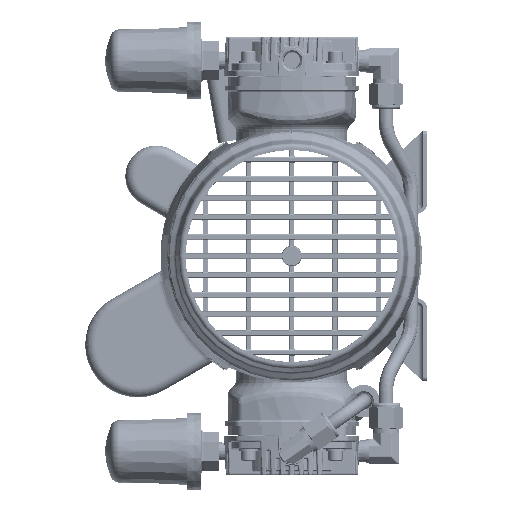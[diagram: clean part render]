
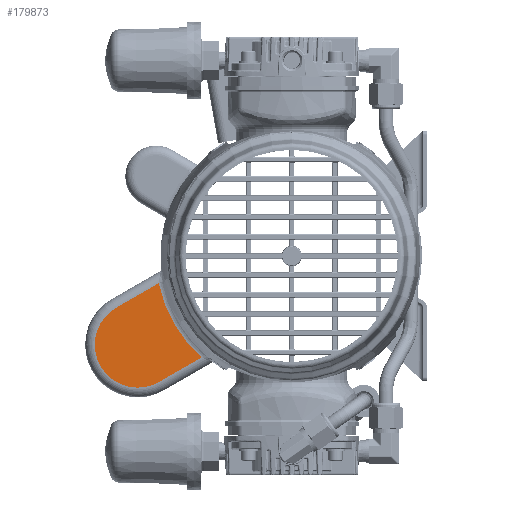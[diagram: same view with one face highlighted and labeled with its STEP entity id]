
A CAD part, left-side view. The second image highlights one B-rep face of the part: STEP entity #179873.
In plain terms, the highlighted planar face has unit normal (-1, 0, 0).
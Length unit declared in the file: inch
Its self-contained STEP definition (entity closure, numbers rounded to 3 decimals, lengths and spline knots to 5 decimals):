
#27573 = CARTESIAN_POINT ( 'NONE',  ( -22.32547, 7.71424, -16.9749 ) ) ;
#33514 = EDGE_LOOP ( 'NONE', ( #214235, #93905, #231620, #158751 ) ) ;
#65327 = VERTEX_POINT ( 'NONE', #201467 ) ;
#69187 = EDGE_CURVE ( 'NONE', #180761, #65327, #109203, .T. ) ;
#73240 = VERTEX_POINT ( 'NONE', #102932 ) ;
#82291 = CARTESIAN_POINT ( 'NONE',  ( -22.32547, 9.488, -20.13346 ) ) ;
#92279 = AXIS2_PLACEMENT_3D ( 'NONE', #223391, #324021, #221628 ) ;
#93905 = ORIENTED_EDGE ( 'NONE', *, *, #103129, .T. ) ;
#102932 = CARTESIAN_POINT ( 'NONE',  ( -22.32547, 9.49614, -17.57573 ) ) ;
#103129 = EDGE_CURVE ( 'NONE', #65327, #342023, #161775, .T. ) ;
#106996 = FACE_OUTER_BOUND ( 'NONE', #33514, .T. ) ;
#109171 = CIRCLE ( 'NONE', #92279, 3.515 ) ;
#109203 = CIRCLE ( 'NONE', #334670, 1.11 ) ;
#116487 = DIRECTION ( 'NONE',  ( -1., 0., 0. ) ) ;
#119928 = CARTESIAN_POINT ( 'NONE',  ( -22.32547, 10.04235, -19.1718 ) ) ;
#123430 = DIRECTION ( 'NONE',  ( 0., 0., -1. ) ) ;
#125530 = EDGE_CURVE ( 'NONE', #73240, #342023, #109171, .T. ) ;
#138600 = CARTESIAN_POINT ( 'NONE',  ( -22.32547, 8.38745, -19.49906 ) ) ;
#158751 = ORIENTED_EDGE ( 'NONE', *, *, #271367, .T. ) ;
#161731 = DIRECTION ( 'NONE',  ( 0., 1., 0. ) ) ;
#161775 = LINE ( 'NONE', #82291, #222676 ) ;
#165256 = DIRECTION ( 'NONE',  ( 0., -0.866, 0.499 ) ) ;
#168242 = VECTOR ( 'NONE', #339402, 39.37008 ) ;
#178832 = CARTESIAN_POINT ( 'NONE',  ( -22.32547, 9.49614, -17.57573 ) ) ;
#179873 = ADVANCED_FACE ( 'NONE', ( #106996 ), #237678, .T. ) ;
#180761 = VERTEX_POINT ( 'NONE', #199604 ) ;
#199604 = CARTESIAN_POINT ( 'NONE',  ( -22.32547, 10.59669, -18.21013 ) ) ;
#201467 = CARTESIAN_POINT ( 'NONE',  ( -22.32547, 9.488, -20.13346 ) ) ;
#210895 = AXIS2_PLACEMENT_3D ( 'NONE', #27573, #267673, #161731 ) ;
#214235 = ORIENTED_EDGE ( 'NONE', *, *, #69187, .T. ) ;
#221628 = DIRECTION ( 'NONE',  ( 0., 1., 0. ) ) ;
#222676 = VECTOR ( 'NONE', #165256, 39.37008 ) ;
#223391 = CARTESIAN_POINT ( 'NONE',  ( -22.32547, 6.05235, -16.8718 ) ) ;
#231620 = ORIENTED_EDGE ( 'NONE', *, *, #125530, .F. ) ;
#237678 = PLANE ( 'NONE',  #210895 ) ;
#267673 = DIRECTION ( 'NONE',  ( -1., 0., 0. ) ) ;
#271367 = EDGE_CURVE ( 'NONE', #73240, #180761, #289936, .T. ) ;
#289936 = LINE ( 'NONE', #178832, #168242 ) ;
#324021 = DIRECTION ( 'NONE',  ( -1., 0., 0. ) ) ;
#334670 = AXIS2_PLACEMENT_3D ( 'NONE', #119928, #116487, #123430 ) ;
#339402 = DIRECTION ( 'NONE',  ( 0., 0.866, -0.499 ) ) ;
#342023 = VERTEX_POINT ( 'NONE', #138600 ) ;
